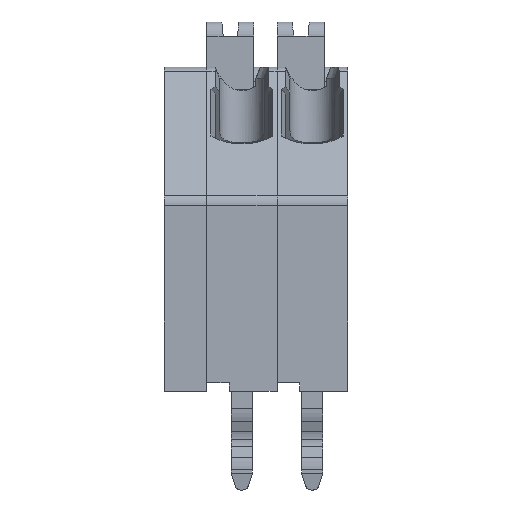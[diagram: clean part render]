
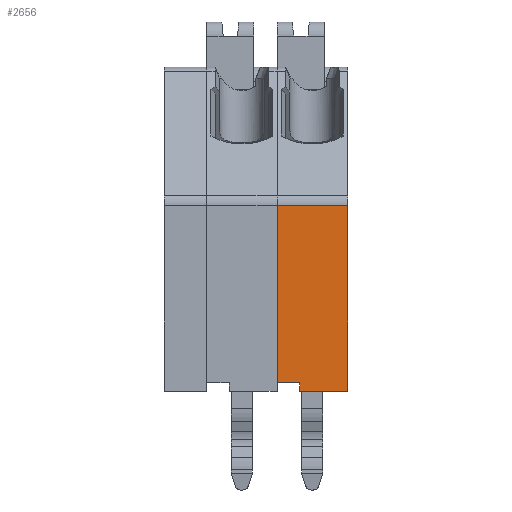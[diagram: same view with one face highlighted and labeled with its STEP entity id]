
A CAD part, front view. The second image highlights one B-rep face of the part: STEP entity #2656.
In plain terms, the highlighted planar face has unit normal (0, -1, 0).
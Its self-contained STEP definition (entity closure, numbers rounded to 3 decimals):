
#2656=ADVANCED_FACE('',(#6520),#6521,.T.);
#6520=FACE_OUTER_BOUND('',#11683,.T.);
#6521=PLANE('',#11684);
#11683=EDGE_LOOP('',(#19089,#19090,#19091,#19092,#19093,#19094));
#11684=AXIS2_PLACEMENT_3D('',#19095,#19096,#19097);
#19089=ORIENTED_EDGE('',*,*,#33438,.T.);
#19090=ORIENTED_EDGE('',*,*,#33439,.T.);
#19091=ORIENTED_EDGE('',*,*,#33440,.T.);
#19092=ORIENTED_EDGE('',*,*,#33441,.T.);
#19093=ORIENTED_EDGE('',*,*,#33442,.T.);
#19094=ORIENTED_EDGE('',*,*,#33443,.T.);
#19095=CARTESIAN_POINT('',(3.93,0.0,0.));
#19096=DIRECTION('',(0.0,-1.0,0.0));
#19097=DIRECTION('',(0.0,0.0,1.0));
#33438=EDGE_CURVE('',#40684,#40685,#40686,.F.);
#33439=EDGE_CURVE('',#40685,#40687,#40688,.F.);
#33440=EDGE_CURVE('',#40687,#40689,#40690,.T.);
#33441=EDGE_CURVE('',#40689,#40691,#40692,.F.);
#33442=EDGE_CURVE('',#40691,#40693,#40694,.T.);
#33443=EDGE_CURVE('',#40693,#40684,#40695,.T.);
#40684=VERTEX_POINT('',#51259);
#40685=VERTEX_POINT('',#51260);
#40686=LINE('',#51261,#51262);
#40687=VERTEX_POINT('',#51263);
#40688=LINE('',#51264,#51265);
#40689=VERTEX_POINT('',#51266);
#40690=LINE('',#51267,#51268);
#40691=VERTEX_POINT('',#51269);
#40692=LINE('',#51270,#51271);
#40693=VERTEX_POINT('',#51272);
#40694=LINE('',#51273,#51274);
#40695=LINE('',#51275,#51276);
#51259=CARTESIAN_POINT('',(5.0,0.0,6.593));
#51260=CARTESIAN_POINT('',(2.5,0.0,6.593));
#51261=CARTESIAN_POINT('',(3.93,0.0,6.593));
#51262=VECTOR('',#63959,1.0);
#51263=CARTESIAN_POINT('',(2.5,0.0,0.3));
#51264=CARTESIAN_POINT('',(2.5,0.0,-0.612));
#51265=VECTOR('',#63960,1.0);
#51266=CARTESIAN_POINT('',(3.3,0.0,0.3));
#51267=CARTESIAN_POINT('',(4.05,0.0,0.3));
#51268=VECTOR('',#63961,1.0);
#51269=CARTESIAN_POINT('',(3.3,0.0,0.));
#51270=CARTESIAN_POINT('',(3.3,0.0,0.));
#51271=VECTOR('',#63962,1.0);
#51272=CARTESIAN_POINT('',(5.0,0.0,0.));
#51273=CARTESIAN_POINT('',(4.482,0.0,0.));
#51274=VECTOR('',#63963,1.0);
#51275=CARTESIAN_POINT('',(5.0,0.0,4.573));
#51276=VECTOR('',#63964,1.0);
#63959=DIRECTION('',(1.0,0.0,0.0));
#63960=DIRECTION('',(0.0,0.0,1.0));
#63961=DIRECTION('',(1.0,0.0,0.0));
#63962=DIRECTION('',(0.0,0.0,1.0));
#63963=DIRECTION('',(1.0,0.0,0.0));
#63964=DIRECTION('',(0.0,0.0,1.0));
